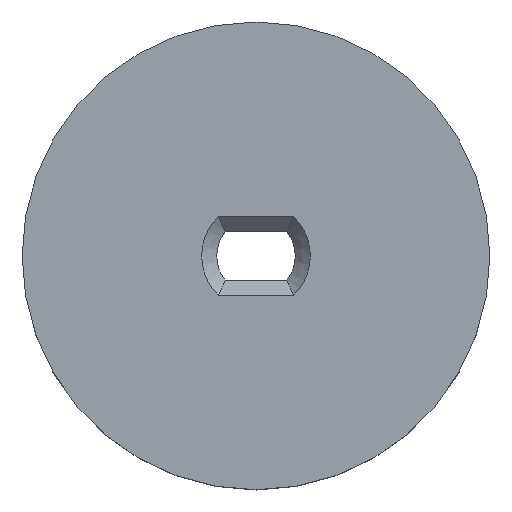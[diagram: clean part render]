
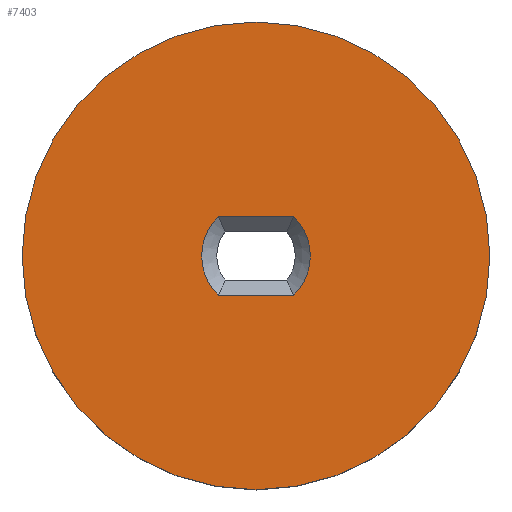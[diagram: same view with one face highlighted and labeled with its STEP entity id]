
A CAD part, top view. The second image highlights one B-rep face of the part: STEP entity #7403.
In plain terms, the highlighted planar face has unit normal (0, 0, 1).
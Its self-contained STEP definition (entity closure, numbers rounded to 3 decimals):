
#15=FACE_BOUND('',#1160,.T.);
#263=CIRCLE('',#7817,3.6);
#265=CIRCLE('',#7821,3.6);
#268=CIRCLE('',#7827,15.5);
#761=FACE_OUTER_BOUND('',#1159,.T.);
#1159=EDGE_LOOP('',(#4913));
#1160=EDGE_LOOP('',(#4914,#4915,#4916,#4917));
#1560=LINE('',#11176,#2244);
#1561=LINE('',#11192,#2245);
#2244=VECTOR('',#8708,10.);
#2245=VECTOR('',#8717,10.);
#2929=VERTEX_POINT('',#11170);
#2930=VERTEX_POINT('',#11175);
#2931=VERTEX_POINT('',#11182);
#2933=VERTEX_POINT('',#11191);
#2938=VERTEX_POINT('',#11213);
#3713=EDGE_CURVE('',#2929,#2930,#1560,.T.);
#3715=EDGE_CURVE('',#2931,#2929,#263,.T.);
#3718=EDGE_CURVE('',#2933,#2931,#1561,.T.);
#3721=EDGE_CURVE('',#2930,#2933,#265,.T.);
#3728=EDGE_CURVE('',#2938,#2938,#268,.T.);
#4913=ORIENTED_EDGE('',*,*,#3728,.F.);
#4914=ORIENTED_EDGE('',*,*,#3713,.F.);
#4915=ORIENTED_EDGE('',*,*,#3715,.F.);
#4916=ORIENTED_EDGE('',*,*,#3718,.F.);
#4917=ORIENTED_EDGE('',*,*,#3721,.F.);
#7248=PLANE('',#7826);
#7403=ADVANCED_FACE('',(#761,#15),#7248,.T.);
#7817=AXIS2_PLACEMENT_3D('',#11183,#8711,#8712);
#7821=AXIS2_PLACEMENT_3D('',#11200,#8721,#8722);
#7826=AXIS2_PLACEMENT_3D('',#11212,#8735,#8736);
#7827=AXIS2_PLACEMENT_3D('',#11214,#8737,#8738);
#8708=DIRECTION('',(1.,0.,0.));
#8711=DIRECTION('center_axis',(0.,0.,1.));
#8712=DIRECTION('ref_axis',(-0.788,0.615,0.));
#8717=DIRECTION('',(-1.,0.,0.));
#8721=DIRECTION('center_axis',(0.,0.,1.));
#8722=DIRECTION('ref_axis',(0.788,-0.615,0.));
#8735=DIRECTION('center_axis',(0.,0.,1.));
#8736=DIRECTION('ref_axis',(1.,0.,0.));
#8737=DIRECTION('center_axis',(0.,0.,-1.));
#8738=DIRECTION('ref_axis',(-1.,0.,0.));
#11170=CARTESIAN_POINT('',(-2.49,-1.1,8.));
#11175=CARTESIAN_POINT('',(2.49,-1.1,8.));
#11176=CARTESIAN_POINT('',(-1.025,-1.1,8.));
#11182=CARTESIAN_POINT('',(-2.49,4.1,8.));
#11183=CARTESIAN_POINT('Origin',(0.,1.5,
8.));
#11191=CARTESIAN_POINT('',(2.49,4.1,8.));
#11192=CARTESIAN_POINT('',(1.025,4.1,8.));
#11200=CARTESIAN_POINT('Origin',(0.,1.5,8.));
#11212=CARTESIAN_POINT('Origin',(0.,1.5,8.));
#11213=CARTESIAN_POINT('',(15.5,1.5,8.));
#11214=CARTESIAN_POINT('Origin',(0.,1.5,8.));
